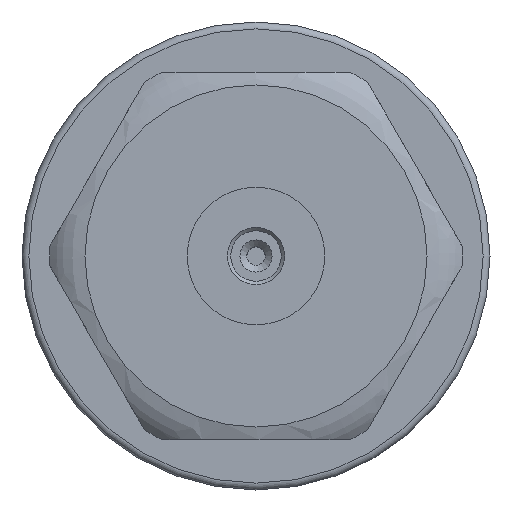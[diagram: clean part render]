
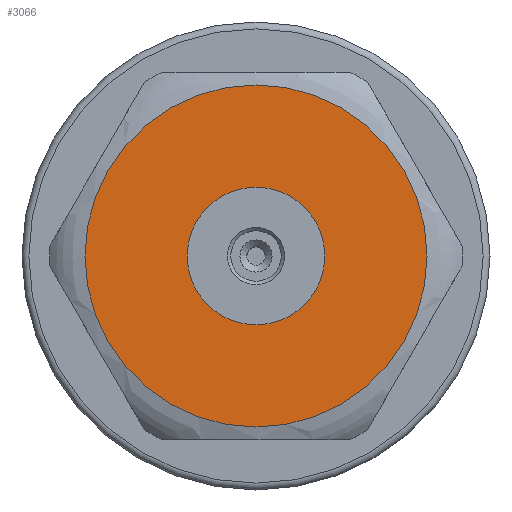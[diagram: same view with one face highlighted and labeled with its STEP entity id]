
A CAD part, left-side view. The second image highlights one B-rep face of the part: STEP entity #3066.
In plain terms, the highlighted planar face has unit normal (-1, 0, 0).
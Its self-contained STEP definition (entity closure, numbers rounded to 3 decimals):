
#91=PLANE('',#3366);
#892=ORIENTED_EDGE('',*,*,#1726,.F.);
#893=ORIENTED_EDGE('',*,*,#1719,.F.);
#1719=EDGE_CURVE('',#2121,#2121,#2353,.F.);
#1726=EDGE_CURVE('',#2122,#2122,#2360,.T.);
#2121=VERTEX_POINT('',#11955);
#2122=VERTEX_POINT('',#11964);
#2353=CIRCLE('',#3359,3.728);
#2360=CIRCLE('',#3367,1.5);
#2525=EDGE_LOOP('',(#892));
#2526=EDGE_LOOP('',(#893));
#2790=FACE_BOUND('',#2525,.T.);
#2791=FACE_BOUND('',#2526,.T.);
#3066=ADVANCED_FACE('',(#2790,#2791),#91,.T.);
#3359=AXIS2_PLACEMENT_3D('',#11954,#3805,#3806);
#3366=AXIS2_PLACEMENT_3D('',#11962,#3819,#3820);
#3367=AXIS2_PLACEMENT_3D('',#11963,#3821,#3822);
#3805=DIRECTION('',(-1.,0.,0.));
#3806=DIRECTION('',(0.,0.,1.));
#3819=DIRECTION('',(-1.,0.,0.));
#3820=DIRECTION('',(0.,0.,1.));
#3821=DIRECTION('',(-1.,0.,0.));
#3822=DIRECTION('',(0.,0.,1.));
#11954=CARTESIAN_POINT('',(-3.4,0.,0.));
#11955=CARTESIAN_POINT('',(-3.4,0.,3.728));
#11962=CARTESIAN_POINT('',(-3.4,0.,0.));
#11963=CARTESIAN_POINT('',(-3.4,0.,0.));
#11964=CARTESIAN_POINT('',(-3.4,0.,1.5));
